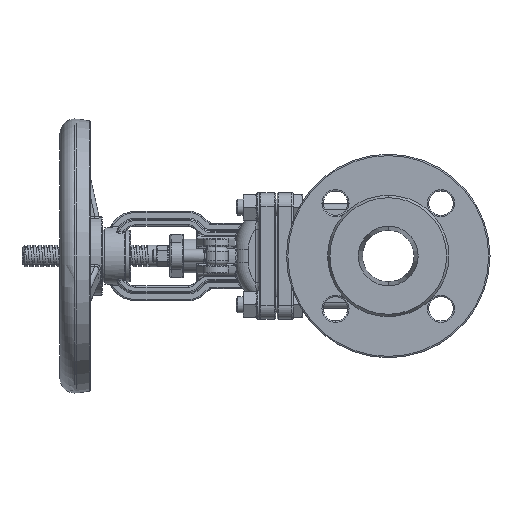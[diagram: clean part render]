
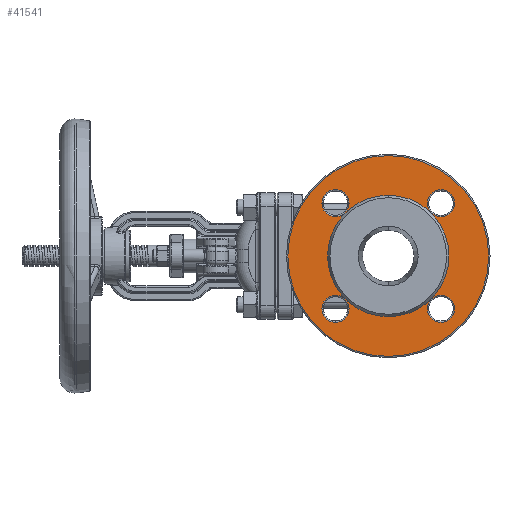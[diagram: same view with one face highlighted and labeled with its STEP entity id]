
A CAD part, left-side view. The second image highlights one B-rep face of the part: STEP entity #41541.
In plain terms, the highlighted planar face has unit normal (-1, 0, 0).
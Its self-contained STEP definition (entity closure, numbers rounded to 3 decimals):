
#1037 = DIRECTION ( 'NONE',  ( 0., -1., 0. ) ) ;
#2783 = FACE_BOUND ( 'NONE', #60418, .T. ) ;
#5084 = VERTEX_POINT ( 'NONE', #13179 ) ;
#5439 = CARTESIAN_POINT ( 'NONE',  ( -97., 38.891, -28.891 ) ) ;
#7137 = DIRECTION ( 'NONE',  ( 0., -1., 0. ) ) ;
#7389 = FACE_OUTER_BOUND ( 'NONE', #74779, .T. ) ;
#7557 = CIRCLE ( 'NONE', #38653, 10. ) ;
#7657 = DIRECTION ( 'NONE',  ( -1., 0., 0. ) ) ;
#8091 = VERTEX_POINT ( 'NONE', #27869 ) ;
#8164 = EDGE_CURVE ( 'NONE', #53668, #12184, #39380, .T. ) ;
#10187 = DIRECTION ( 'NONE',  ( -1., 0., 0. ) ) ;
#10820 = DIRECTION ( 'NONE',  ( -1., 0., 0. ) ) ;
#11048 = AXIS2_PLACEMENT_3D ( 'NONE', #57514, #27846, #35166 ) ;
#11825 = DIRECTION ( 'NONE',  ( 0., 0., -1. ) ) ;
#12184 = VERTEX_POINT ( 'NONE', #68313 ) ;
#13009 = PLANE ( 'NONE',  #58527 ) ;
#13179 = CARTESIAN_POINT ( 'NONE',  ( -97., -38.891, 28.891 ) ) ;
#13329 = DIRECTION ( 'NONE',  ( 0., 0., -1. ) ) ;
#13497 = CARTESIAN_POINT ( 'NONE',  ( -97., 0., -74. ) ) ;
#14318 = ORIENTED_EDGE ( 'NONE', *, *, #81729, .T. ) ;
#14509 = AXIS2_PLACEMENT_3D ( 'NONE', #93938, #87871, #81488 ) ;
#14565 = ORIENTED_EDGE ( 'NONE', *, *, #55483, .F. ) ;
#15977 = AXIS2_PLACEMENT_3D ( 'NONE', #18889, #76642, #11825 ) ;
#16515 = ORIENTED_EDGE ( 'NONE', *, *, #90230, .F. ) ;
#18175 = EDGE_CURVE ( 'NONE', #91954, #50487, #72331, .T. ) ;
#18889 = CARTESIAN_POINT ( 'NONE',  ( -97., -38.891, 38.891 ) ) ;
#19992 = FACE_BOUND ( 'NONE', #52907, .T. ) ;
#20996 = CARTESIAN_POINT ( 'NONE',  ( -97., -38.891, 38.891 ) ) ;
#21651 = ORIENTED_EDGE ( 'NONE', *, *, #63557, .T. ) ;
#22193 = ORIENTED_EDGE ( 'NONE', *, *, #8164, .F. ) ;
#23145 = AXIS2_PLACEMENT_3D ( 'NONE', #51201, #80566, #7137 ) ;
#23807 = CIRCLE ( 'NONE', #15977, 10. ) ;
#27059 = EDGE_CURVE ( 'NONE', #5084, #42781, #23807, .T. ) ;
#27846 = DIRECTION ( 'NONE',  ( -1., 0., 0. ) ) ;
#27869 = CARTESIAN_POINT ( 'NONE',  ( -97., 0., -44.732 ) ) ;
#28568 = EDGE_CURVE ( 'NONE', #86305, #52531, #7557, .T. ) ;
#30150 = CARTESIAN_POINT ( 'NONE',  ( -97., 38.891, 38.891 ) ) ;
#32887 = DIRECTION ( 'NONE',  ( 0., 1., 0. ) ) ;
#33814 = AXIS2_PLACEMENT_3D ( 'NONE', #73094, #7657, #80762 ) ;
#34218 = DIRECTION ( 'NONE',  ( 0., 0., 1. ) ) ;
#34766 = ORIENTED_EDGE ( 'NONE', *, *, #27059, .F. ) ;
#35150 = ORIENTED_EDGE ( 'NONE', *, *, #41030, .F. ) ;
#35153 = CIRCLE ( 'NONE', #71143, 74. ) ;
#35166 = DIRECTION ( 'NONE',  ( 0., 0., -1. ) ) ;
#35265 = ORIENTED_EDGE ( 'NONE', *, *, #43265, .F. ) ;
#36083 = CARTESIAN_POINT ( 'NONE',  ( -97., 0., 0. ) ) ;
#36384 = CARTESIAN_POINT ( 'NONE',  ( -97., 0., 0. ) ) ;
#36387 = DIRECTION ( 'NONE',  ( 0., 0., 1. ) ) ;
#36783 = VERTEX_POINT ( 'NONE', #79248 ) ;
#37480 = DIRECTION ( 'NONE',  ( -1., 0., 0. ) ) ;
#38653 = AXIS2_PLACEMENT_3D ( 'NONE', #30150, #37480, #1037 ) ;
#39380 = CIRCLE ( 'NONE', #33814, 10. ) ;
#39902 = CARTESIAN_POINT ( 'NONE',  ( -97., 0., 0. ) ) ;
#41030 = EDGE_CURVE ( 'NONE', #36783, #8091, #66887, .T. ) ;
#41536 = CARTESIAN_POINT ( 'NONE',  ( -97., 48.891, 38.891 ) ) ;
#41541 = ADVANCED_FACE ( 'NONE', ( #2783, #19992, #56552, #82665, #7389, #51850 ), #13009, .F. ) ;
#41555 = AXIS2_PLACEMENT_3D ( 'NONE', #39902, #10187, #83263 ) ;
#42118 = CARTESIAN_POINT ( 'NONE',  ( -97., 75., 0. ) ) ;
#42781 = VERTEX_POINT ( 'NONE', #77494 ) ;
#42847 = CIRCLE ( 'NONE', #11048, 74. ) ;
#43265 = EDGE_CURVE ( 'NONE', #52531, #86305, #88083, .T. ) ;
#45965 = DIRECTION ( 'NONE',  ( 0., 0., -1. ) ) ;
#46174 = EDGE_CURVE ( 'NONE', #50487, #91954, #69427, .T. ) ;
#46811 = ORIENTED_EDGE ( 'NONE', *, *, #28568, .F. ) ;
#49189 = DIRECTION ( 'NONE',  ( -1., 0., 0. ) ) ;
#50487 = VERTEX_POINT ( 'NONE', #62794 ) ;
#51201 = CARTESIAN_POINT ( 'NONE',  ( -97., 38.891, 38.891 ) ) ;
#51850 = FACE_BOUND ( 'NONE', #71130, .T. ) ;
#52435 = AXIS2_PLACEMENT_3D ( 'NONE', #70591, #77924, #34218 ) ;
#52531 = VERTEX_POINT ( 'NONE', #75691 ) ;
#52907 = EDGE_LOOP ( 'NONE', ( #34766, #59698 ) ) ;
#53668 = VERTEX_POINT ( 'NONE', #5439 ) ;
#54361 = EDGE_CURVE ( 'NONE', #42781, #5084, #61698, .T. ) ;
#55483 = EDGE_CURVE ( 'NONE', #12184, #53668, #91218, .T. ) ;
#56552 = FACE_BOUND ( 'NONE', #94026, .T. ) ;
#57514 = CARTESIAN_POINT ( 'NONE',  ( -97., 0., 0. ) ) ;
#58527 = AXIS2_PLACEMENT_3D ( 'NONE', #42118, #64142, #13329 ) ;
#59698 = ORIENTED_EDGE ( 'NONE', *, *, #54361, .F. ) ;
#60418 = EDGE_LOOP ( 'NONE', ( #35265, #46811 ) ) ;
#60436 = VERTEX_POINT ( 'NONE', #85519 ) ;
#61698 = CIRCLE ( 'NONE', #81072, 10. ) ;
#62794 = CARTESIAN_POINT ( 'NONE',  ( -97., -28.891, -38.891 ) ) ;
#63557 = EDGE_CURVE ( 'NONE', #66850, #60436, #35153, .T. ) ;
#64142 = DIRECTION ( 'NONE',  ( 1., 0., 0. ) ) ;
#64737 = CIRCLE ( 'NONE', #41555, 44.732 ) ;
#65367 = DIRECTION ( 'NONE',  ( -1., 0., 0. ) ) ;
#66850 = VERTEX_POINT ( 'NONE', #13497 ) ;
#66887 = CIRCLE ( 'NONE', #94519, 44.732 ) ;
#68313 = CARTESIAN_POINT ( 'NONE',  ( -97., 38.891, -48.891 ) ) ;
#69427 = CIRCLE ( 'NONE', #14509, 10. ) ;
#70591 = CARTESIAN_POINT ( 'NONE',  ( -97., 38.891, -38.891 ) ) ;
#71130 = EDGE_LOOP ( 'NONE', ( #16515, #35150 ) ) ;
#71143 = AXIS2_PLACEMENT_3D ( 'NONE', #36384, #89630, #45965 ) ;
#72331 = CIRCLE ( 'NONE', #78507, 10. ) ;
#73094 = CARTESIAN_POINT ( 'NONE',  ( -97., 38.891, -38.891 ) ) ;
#74779 = EDGE_LOOP ( 'NONE', ( #21651, #14318 ) ) ;
#75691 = CARTESIAN_POINT ( 'NONE',  ( -97., 28.891, 38.891 ) ) ;
#76642 = DIRECTION ( 'NONE',  ( -1., 0., 0. ) ) ;
#77494 = CARTESIAN_POINT ( 'NONE',  ( -97., -38.891, 48.891 ) ) ;
#77924 = DIRECTION ( 'NONE',  ( -1., 0., 0. ) ) ;
#78020 = ORIENTED_EDGE ( 'NONE', *, *, #46174, .F. ) ;
#78507 = AXIS2_PLACEMENT_3D ( 'NONE', #92175, #10820, #32887 ) ;
#79248 = CARTESIAN_POINT ( 'NONE',  ( -97., 0., 44.732 ) ) ;
#80566 = DIRECTION ( 'NONE',  ( -1., 0., 0. ) ) ;
#80762 = DIRECTION ( 'NONE',  ( 0., 0., 1. ) ) ;
#81072 = AXIS2_PLACEMENT_3D ( 'NONE', #20996, #65367, #87311 ) ;
#81295 = EDGE_LOOP ( 'NONE', ( #22193, #14565 ) ) ;
#81488 = DIRECTION ( 'NONE',  ( 0., 1., 0. ) ) ;
#81729 = EDGE_CURVE ( 'NONE', #60436, #66850, #42847, .T. ) ;
#82055 = ORIENTED_EDGE ( 'NONE', *, *, #18175, .F. ) ;
#82665 = FACE_BOUND ( 'NONE', #81295, .T. ) ;
#83263 = DIRECTION ( 'NONE',  ( 0., 0., 1. ) ) ;
#85519 = CARTESIAN_POINT ( 'NONE',  ( -97., 0., 74. ) ) ;
#86305 = VERTEX_POINT ( 'NONE', #41536 ) ;
#87311 = DIRECTION ( 'NONE',  ( 0., 0., -1. ) ) ;
#87871 = DIRECTION ( 'NONE',  ( -1., 0., 0. ) ) ;
#88083 = CIRCLE ( 'NONE', #23145, 10. ) ;
#89630 = DIRECTION ( 'NONE',  ( -1., 0., 0. ) ) ;
#90230 = EDGE_CURVE ( 'NONE', #8091, #36783, #64737, .T. ) ;
#91218 = CIRCLE ( 'NONE', #52435, 10. ) ;
#91954 = VERTEX_POINT ( 'NONE', #93118 ) ;
#92175 = CARTESIAN_POINT ( 'NONE',  ( -97., -38.891, -38.891 ) ) ;
#93118 = CARTESIAN_POINT ( 'NONE',  ( -97., -48.891, -38.891 ) ) ;
#93938 = CARTESIAN_POINT ( 'NONE',  ( -97., -38.891, -38.891 ) ) ;
#94026 = EDGE_LOOP ( 'NONE', ( #78020, #82055 ) ) ;
#94519 = AXIS2_PLACEMENT_3D ( 'NONE', #36083, #49189, #36387 ) ;
